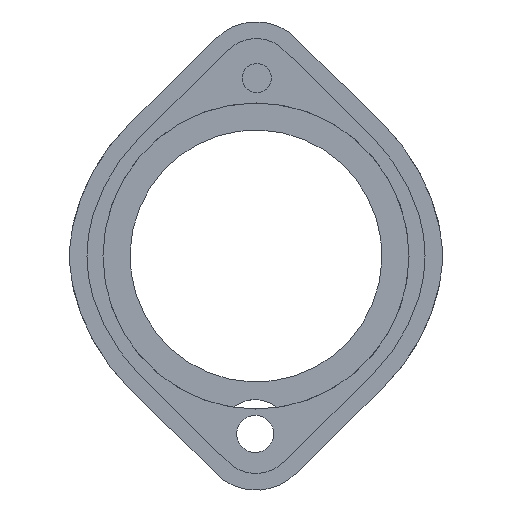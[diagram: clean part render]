
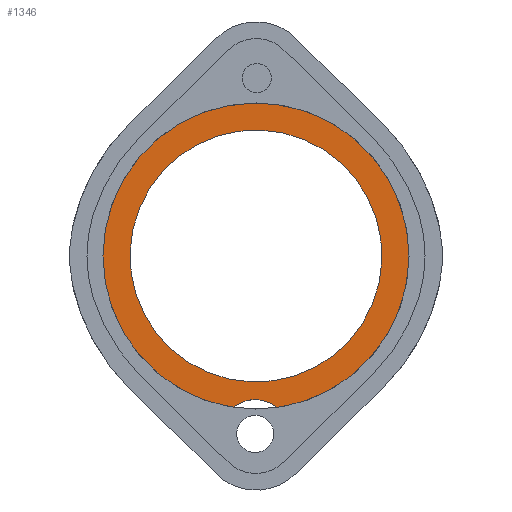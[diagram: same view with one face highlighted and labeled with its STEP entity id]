
A CAD part, front view. The second image highlights one B-rep face of the part: STEP entity #1346.
In plain terms, the highlighted planar face has unit normal (0, -1, 0).
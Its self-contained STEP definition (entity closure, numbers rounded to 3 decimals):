
#20=FACE_BOUND('',#507,.T.);
#45=PLANE('',#1512);
#124=CIRCLE('',#1485,6.037);
#137=CIRCLE('',#1513,26.9);
#138=CIRCLE('',#1514,26.9);
#139=CIRCLE('',#1515,22.143);
#428=FACE_OUTER_BOUND('',#506,.T.);
#506=EDGE_LOOP('',(#1246,#1247,#1248));
#507=EDGE_LOOP('',(#1249));
#653=VERTEX_POINT('',#2819);
#654=VERTEX_POINT('',#2821);
#665=VERTEX_POINT('',#2871);
#666=VERTEX_POINT('',#2874);
#838=EDGE_CURVE('',#653,#654,#124,.T.);
#862=EDGE_CURVE('',#653,#665,#137,.T.);
#863=EDGE_CURVE('',#665,#654,#138,.T.);
#864=EDGE_CURVE('',#666,#666,#139,.T.);
#1246=ORIENTED_EDGE('',*,*,#838,.F.);
#1247=ORIENTED_EDGE('',*,*,#862,.T.);
#1248=ORIENTED_EDGE('',*,*,#863,.T.);
#1249=ORIENTED_EDGE('',*,*,#864,.F.);
#1346=ADVANCED_FACE('',(#428,#20),#45,.F.);
#1485=AXIS2_PLACEMENT_3D('',#2822,#1840,#1841);
#1512=AXIS2_PLACEMENT_3D('',#2870,#1905,#1906);
#1513=AXIS2_PLACEMENT_3D('',#2872,#1907,#1908);
#1514=AXIS2_PLACEMENT_3D('',#2873,#1909,#1910);
#1515=AXIS2_PLACEMENT_3D('',#2875,#1911,#1912);
#1840=DIRECTION('center_axis',(0.,-1.,0.));
#1841=DIRECTION('ref_axis',(1.,0.,-0.001));
#1905=DIRECTION('center_axis',(0.,1.,0.));
#1906=DIRECTION('ref_axis',(-0.977,0.,0.211));
#1907=DIRECTION('center_axis',(0.,-1.,0.));
#1908=DIRECTION('ref_axis',(1.,0.,0.));
#1909=DIRECTION('center_axis',(0.,-1.,0.));
#1910=DIRECTION('ref_axis',(1.,0.,0.));
#1911=DIRECTION('center_axis',(0.,-1.,0.));
#1912=DIRECTION('ref_axis',(-0.977,0.,0.211));
#2819=CARTESIAN_POINT('',(3.725,-2.362,-26.641));
#2821=CARTESIAN_POINT('',(-3.958,-2.362,-26.607));
#2822=CARTESIAN_POINT('Origin',(-0.137,-2.362,-31.281));
#2870=CARTESIAN_POINT('Origin',(0.,-2.362,0.));
#2871=CARTESIAN_POINT('',(-26.9,-2.362,0.));
#2872=CARTESIAN_POINT('Origin',(0.,-2.362,0.));
#2873=CARTESIAN_POINT('Origin',(0.,-2.362,0.));
#2874=CARTESIAN_POINT('',(21.643,-2.362,-4.679));
#2875=CARTESIAN_POINT('Origin',(0.,-2.362,0.));
